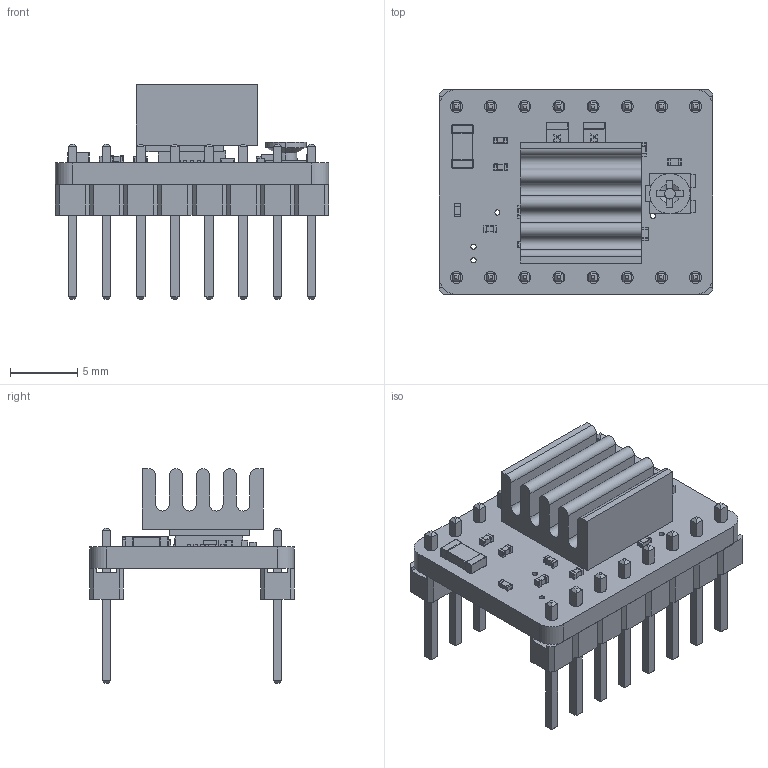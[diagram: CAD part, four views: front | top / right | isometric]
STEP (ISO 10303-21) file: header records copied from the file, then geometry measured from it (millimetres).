
FILE_DESCRIPTION (( 'STEP AP214' ), '1' );
FILE_NAME ('A4988-1.STEP', '2021-05-16T07:05:43', ( 'mohamedamie' ), ( 'doctor' ), 'SwSTEP 2.0', 'SolidWorks 2012', '' );
FILE_SCHEMA (( 'AUTOMOTIVE_DESIGN' ));
Length unit declared in the file: millimetre
Products named in the file (10): C1206B; C0402; R1206-01; R0402-01; Heatsink For A4988; Pin header pitch 2.54mm_08 contacts; TRIMPOT3MM_TRIMPOTSMD; QFN28ET_A4983; stepstick; A4988-1
Assembly tree (19 placements, depth 2):
  A4988-1
    stepstick
    QFN28ET_A4983
    TRIMPOT3MM_TRIMPOTSMD
    Pin header pitch 2.54mm_08 contacts  x2
    Heatsink For A4988
    R0402-01  x4
    R1206-01  x2
    C0402  x6
    C1206B
Bounding box: 20.32 x 15.24 x 15.96 mm (x, y, z)
Volume: 1049 mm3; surface area: 2695.6 mm2
Topology: 100 solids, 100 shells, 1880 faces, 4499 edges, 2668 vertices
Faces by surface type: plane 1194, cylinder 496, bspline 184, cone 6
Entity records: 37689 total; most frequent: CARTESIAN_POINT 6500, ORIENTED_EDGE 4942, DIRECTION 4867, EDGE_CURVE 2471, VECTOR 1897, LINE 1897, VERTEX_POINT 1570, AXIS2_PLACEMENT_3D 1485
